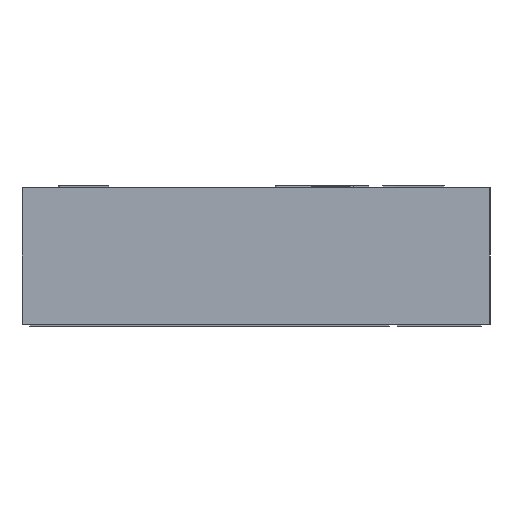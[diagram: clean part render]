
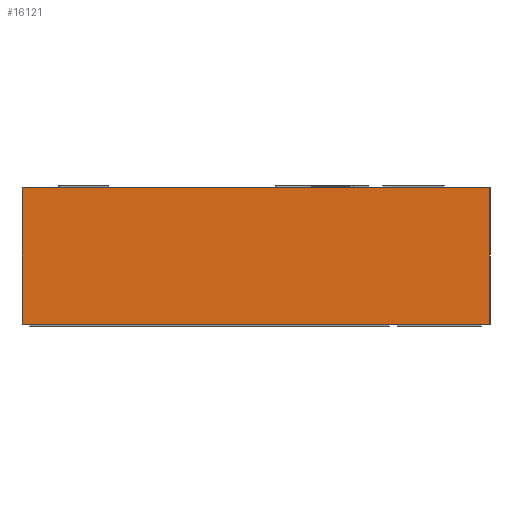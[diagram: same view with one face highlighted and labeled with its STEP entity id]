
A CAD part, left-side view. The second image highlights one B-rep face of the part: STEP entity #16121.
In plain terms, the highlighted planar face has unit normal (-1, 0, 0).
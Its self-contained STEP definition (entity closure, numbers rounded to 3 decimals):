
#489 = CARTESIAN_POINT ( 'NONE',  ( 3.531, 0.885, 3. ) ) ;
#676 = VERTEX_POINT ( 'NONE', #4898 ) ;
#790 = CARTESIAN_POINT ( 'NONE',  ( 3.531, 11.17, 3. ) ) ;
#859 = AXIS2_PLACEMENT_3D ( 'NONE', #6885, #9271, #4167 ) ;
#1002 = ORIENTED_EDGE ( 'NONE', *, *, #5895, .F. ) ;
#1021 = ORIENTED_EDGE ( 'NONE', *, *, #7773, .F. ) ;
#1277 = VERTEX_POINT ( 'NONE', #10943 ) ;
#2364 = VECTOR ( 'NONE', #7042, 1000. ) ;
#2905 = VECTOR ( 'NONE', #13581, 1000. ) ;
#3146 = DIRECTION ( 'NONE',  ( 0., 0., -1. ) ) ;
#4167 = DIRECTION ( 'NONE',  ( 0., -1., 0. ) ) ;
#4898 = CARTESIAN_POINT ( 'NONE',  ( 3.531, 0.885, 0. ) ) ;
#5659 = VECTOR ( 'NONE', #15917, 1000. ) ;
#5667 = CARTESIAN_POINT ( 'NONE',  ( 3.531, 11.17, 3. ) ) ;
#5868 = EDGE_LOOP ( 'NONE', ( #1021, #1002, #8744, #10484 ) ) ;
#5886 = VERTEX_POINT ( 'NONE', #5667 ) ;
#5888 = EDGE_CURVE ( 'NONE', #5886, #1277, #12354, .T. ) ;
#5895 = EDGE_CURVE ( 'NONE', #13149, #676, #13451, .T. ) ;
#6885 = CARTESIAN_POINT ( 'NONE',  ( 3.531, 0.885, 3. ) ) ;
#7042 = DIRECTION ( 'NONE',  ( 0., 0., -1. ) ) ;
#7236 = CARTESIAN_POINT ( 'NONE',  ( 3.531, 0.885, 0. ) ) ;
#7666 = FACE_OUTER_BOUND ( 'NONE', #5868, .T. ) ;
#7748 = PLANE ( 'NONE',  #859 ) ;
#7773 = EDGE_CURVE ( 'NONE', #676, #1277, #16085, .T. ) ;
#8402 = CARTESIAN_POINT ( 'NONE',  ( 3.531, 0.885, 3. ) ) ;
#8626 = CARTESIAN_POINT ( 'NONE',  ( 3.531, 0.885, 3. ) ) ;
#8744 = ORIENTED_EDGE ( 'NONE', *, *, #8847, .T. ) ;
#8847 = EDGE_CURVE ( 'NONE', #13149, #5886, #9807, .T. ) ;
#9134 = VECTOR ( 'NONE', #3146, 1000. ) ;
#9271 = DIRECTION ( 'NONE',  ( -1., 0., 0. ) ) ;
#9807 = LINE ( 'NONE', #8626, #2905 ) ;
#10484 = ORIENTED_EDGE ( 'NONE', *, *, #5888, .T. ) ;
#10943 = CARTESIAN_POINT ( 'NONE',  ( 3.531, 11.17, 0. ) ) ;
#12354 = LINE ( 'NONE', #790, #9134 ) ;
#13149 = VERTEX_POINT ( 'NONE', #489 ) ;
#13451 = LINE ( 'NONE', #8402, #2364 ) ;
#13581 = DIRECTION ( 'NONE',  ( 0., 1., 0. ) ) ;
#15917 = DIRECTION ( 'NONE',  ( 0., 1., 0. ) ) ;
#16085 = LINE ( 'NONE', #7236, #5659 ) ;
#16121 = ADVANCED_FACE ( 'NONE', ( #7666 ), #7748, .T. ) ;
